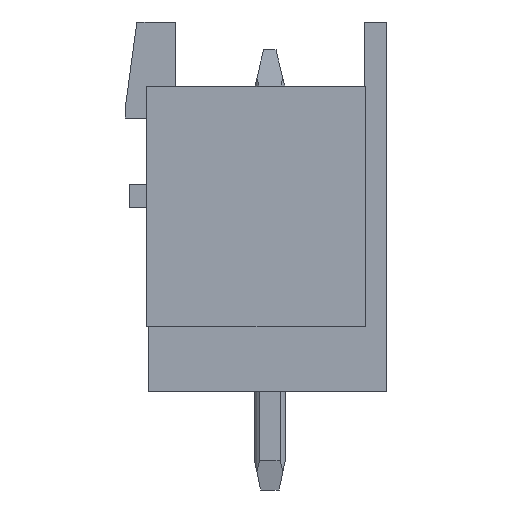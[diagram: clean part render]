
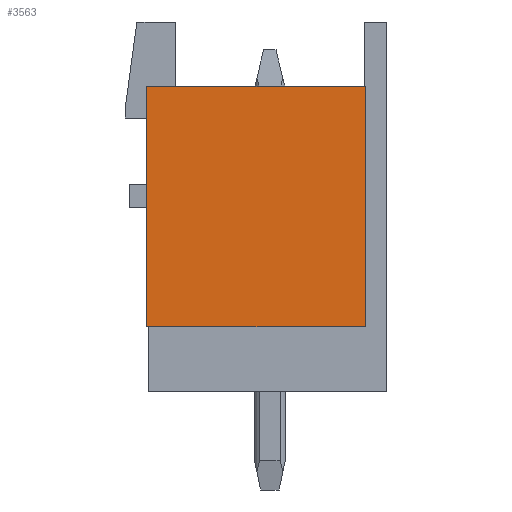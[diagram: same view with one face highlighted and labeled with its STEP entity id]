
A CAD part, left-side view. The second image highlights one B-rep face of the part: STEP entity #3563.
In plain terms, the highlighted planar face has unit normal (-1, 0, 0).
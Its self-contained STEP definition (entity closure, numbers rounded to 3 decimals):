
#3527=AXIS2_PLACEMENT_3D('Plane Axis2P3D',#3524,#3525,#3526) ;
#3524=CARTESIAN_POINT('Axis2P3D Location',(0.,7.8,5.3)) ;
#3529=CARTESIAN_POINT('Line Origine',(0.,4.25,13.1)) ;
#3533=CARTESIAN_POINT('Vertex',(0.,7.8,13.1)) ;
#3535=CARTESIAN_POINT('Vertex',(0.,0.7,13.1)) ;
#3538=CARTESIAN_POINT('Line Origine',(0.,7.8,9.2)) ;
#3542=CARTESIAN_POINT('Vertex',(0.,7.8,5.3)) ;
#3545=CARTESIAN_POINT('Line Origine',(0.,4.25,5.3)) ;
#3549=CARTESIAN_POINT('Vertex',(0.,0.7,5.3)) ;
#3552=CARTESIAN_POINT('Line Origine',(0.,0.7,9.2)) ;
#3525=DIRECTION('Axis2P3D Direction',(1.,0.,0.)) ;
#3526=DIRECTION('Axis2P3D XDirection',(0.,0.,1.)) ;
#3530=DIRECTION('Vector Direction',(0.,-1.,0.)) ;
#3539=DIRECTION('Vector Direction',(0.,0.,1.)) ;
#3546=DIRECTION('Vector Direction',(0.,-1.,0.)) ;
#3553=DIRECTION('Vector Direction',(0.,0.,1.)) ;
#3531=VECTOR('Line Direction',#3530,1.) ;
#3540=VECTOR('Line Direction',#3539,1.) ;
#3547=VECTOR('Line Direction',#3546,1.) ;
#3554=VECTOR('Line Direction',#3553,1.) ;
#3558=ORIENTED_EDGE('',*,*,#3537,.F.) ;
#3559=ORIENTED_EDGE('',*,*,#3544,.T.) ;
#3560=ORIENTED_EDGE('',*,*,#3551,.T.) ;
#3561=ORIENTED_EDGE('',*,*,#3556,.F.) ;
#3563=ADVANCED_FACE('HOUSING',(#3562),#3528,.F.) ;
#3537=EDGE_CURVE('',#3534,#3536,#3532,.T.) ;
#3544=EDGE_CURVE('',#3534,#3543,#3541,.F.) ;
#3551=EDGE_CURVE('',#3543,#3550,#3548,.T.) ;
#3556=EDGE_CURVE('',#3536,#3550,#3555,.F.) ;
#3557=EDGE_LOOP('',(#3558,#3559,#3560,#3561)) ;
#3562=FACE_OUTER_BOUND('',#3557,.T.) ;
#3532=LINE('Line',#3529,#3531) ;
#3541=LINE('Line',#3538,#3540) ;
#3548=LINE('Line',#3545,#3547) ;
#3555=LINE('Line',#3552,#3554) ;
#3528=PLANE('',#3527) ;
#3534=VERTEX_POINT('',#3533) ;
#3536=VERTEX_POINT('',#3535) ;
#3543=VERTEX_POINT('',#3542) ;
#3550=VERTEX_POINT('',#3549) ;
